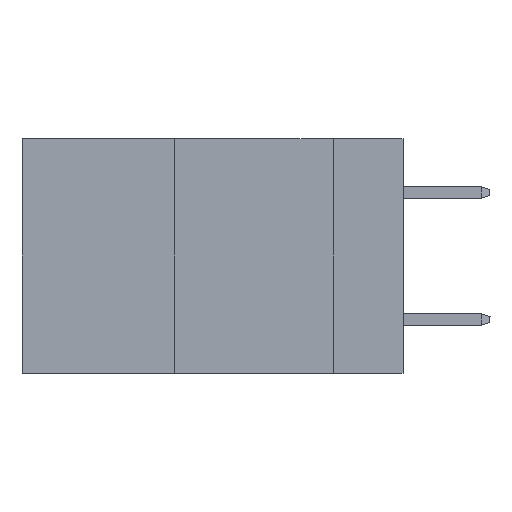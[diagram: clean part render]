
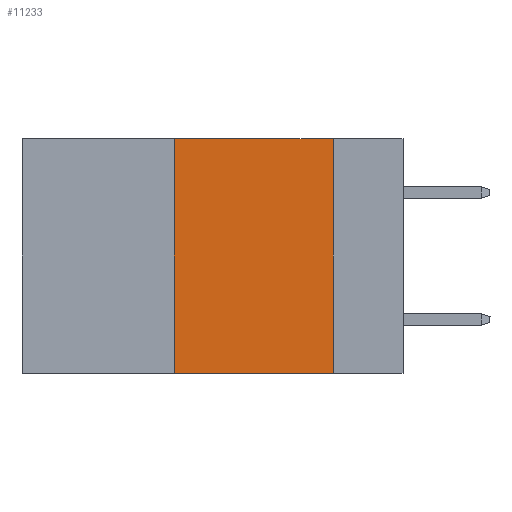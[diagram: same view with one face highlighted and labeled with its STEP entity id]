
A CAD part, left-side view. The second image highlights one B-rep face of the part: STEP entity #11233.
In plain terms, the highlighted planar face has unit normal (-1, 0, 0).
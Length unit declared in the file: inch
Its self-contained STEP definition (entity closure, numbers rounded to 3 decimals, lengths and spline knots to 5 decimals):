
#140 = VERTEX_POINT ( 'NONE', #4931 ) ;
#289 = VECTOR ( 'NONE', #10810, 39.37008 ) ;
#433 = LINE ( 'NONE', #13615, #15495 ) ;
#1205 = VERTEX_POINT ( 'NONE', #14541 ) ;
#1509 = DIRECTION ( 'NONE',  ( 0., 0., -1. ) ) ;
#2933 = CARTESIAN_POINT ( 'NONE',  ( 0., 0.6, 0. ) ) ;
#3049 = CARTESIAN_POINT ( 'NONE',  ( 0., 0.6, 0. ) ) ;
#3093 = EDGE_CURVE ( 'NONE', #3327, #10619, #5978, .T. ) ;
#3327 = VERTEX_POINT ( 'NONE', #3972 ) ;
#3972 = CARTESIAN_POINT ( 'NONE',  ( 0., 0.36, 0. ) ) ;
#4302 = FACE_OUTER_BOUND ( 'NONE', #9595, .T. ) ;
#4699 = EDGE_CURVE ( 'NONE', #10619, #140, #6500, .T. ) ;
#4931 = CARTESIAN_POINT ( 'NONE',  ( 0., 0.11, -0.37 ) ) ;
#5978 = LINE ( 'NONE', #2933, #6023 ) ;
#6023 = VECTOR ( 'NONE', #7527, 39.37008 ) ;
#6296 = VECTOR ( 'NONE', #6807, 39.37008 ) ;
#6500 = LINE ( 'NONE', #12530, #289 ) ;
#6807 = DIRECTION ( 'NONE',  ( 0., 0., 1. ) ) ;
#7527 = DIRECTION ( 'NONE',  ( 0., -1., 0. ) ) ;
#9437 = DIRECTION ( 'NONE',  ( 0., -1., 0. ) ) ;
#9595 = EDGE_LOOP ( 'NONE', ( #14300, #15568, #12137, #12352 ) ) ;
#10200 = PLANE ( 'NONE',  #18735 ) ;
#10619 = VERTEX_POINT ( 'NONE', #16401 ) ;
#10810 = DIRECTION ( 'NONE',  ( 0., 0., -1. ) ) ;
#11233 = ADVANCED_FACE ( 'NONE', ( #4302 ), #10200, .F. ) ;
#12137 = ORIENTED_EDGE ( 'NONE', *, *, #16713, .F. ) ;
#12352 = ORIENTED_EDGE ( 'NONE', *, *, #15147, .T. ) ;
#12530 = CARTESIAN_POINT ( 'NONE',  ( 0., 0.11, 0. ) ) ;
#13615 = CARTESIAN_POINT ( 'NONE',  ( 0., 0.6, -0.37 ) ) ;
#14300 = ORIENTED_EDGE ( 'NONE', *, *, #4699, .F. ) ;
#14341 = LINE ( 'NONE', #17210, #6296 ) ;
#14541 = CARTESIAN_POINT ( 'NONE',  ( 0., 0.36, -0.37 ) ) ;
#14579 = DIRECTION ( 'NONE',  ( 1., 0., 0. ) ) ;
#15147 = EDGE_CURVE ( 'NONE', #1205, #140, #433, .T. ) ;
#15495 = VECTOR ( 'NONE', #9437, 39.37008 ) ;
#15568 = ORIENTED_EDGE ( 'NONE', *, *, #3093, .F. ) ;
#16401 = CARTESIAN_POINT ( 'NONE',  ( 0., 0.11, 0. ) ) ;
#16713 = EDGE_CURVE ( 'NONE', #1205, #3327, #14341, .T. ) ;
#17210 = CARTESIAN_POINT ( 'NONE',  ( 0., 0.36, 0. ) ) ;
#18735 = AXIS2_PLACEMENT_3D ( 'NONE', #3049, #14579, #1509 ) ;
